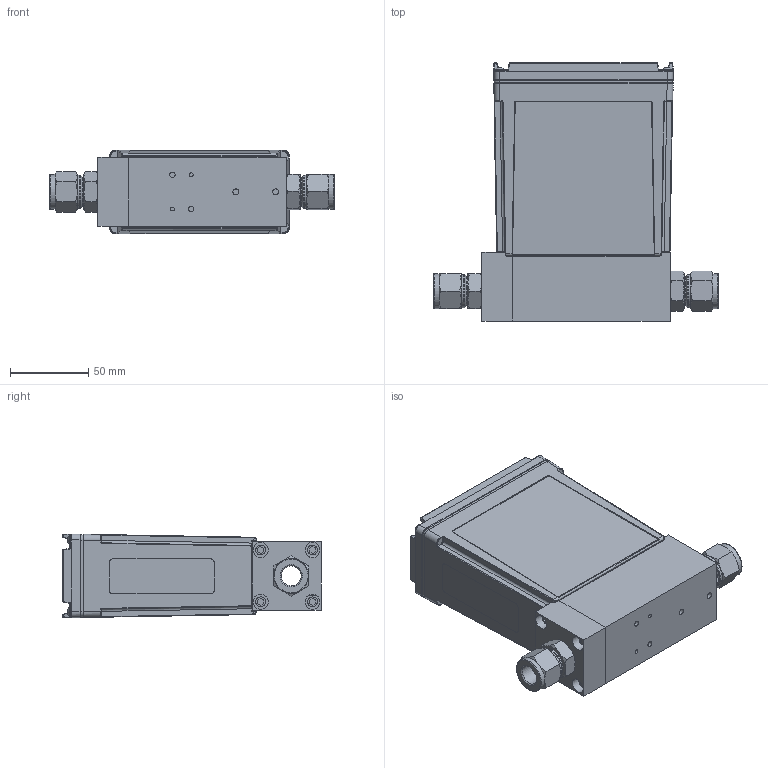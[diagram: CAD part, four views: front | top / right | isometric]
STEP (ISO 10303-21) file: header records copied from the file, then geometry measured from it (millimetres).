
FILE_DESCRIPTION (( 'STEP AP214' ), '1' );
FILE_NAME ('GE250-.50TUBE-PROFIBUS.STEP', '2016-01-28T19:28:21', ( 'MKS' ), ( 'MKS' ), 'SwSTEP 2.0', 'SolidWorks 2012', '' );
FILE_SCHEMA (( 'AUTOMOTIVE_DESIGN' ));
Length unit declared in the file: inch
Products named in the file (1): GE250-.50TUBE-PROFIBUS
Bounding box: 181.38 x 164.52 x 53.49 mm (x, y, z)
Surface area: 106537.8 mm2 (no closed solid volume)
Topology: 0 solids, 100 shells, 804 faces, 3635 edges, 2846 vertices
Faces by surface type: plane 406, cylinder 230, bspline 94, cone 52, sphere 14, torus 8
Full cylindrical faces by diameter (mm): 0.61 x9, 1.219 x9, 2.261 x4, 2.5 x2, 3.454 x2, 3.797 x2, 4.775 x4, 4.826 x2, 5.944 x8, 6.147 x4, 6.35 x2, 9.525 x4, 12.7 x2, 14.224 x1, 18.521 x2, 22.225 x2
Entity records: 56669 total; most frequent: CARTESIAN_POINT 20011, ORIENTED_EDGE 4785, DIRECTION 4651, EDGE_CURVE 3507, VERTEX_POINT 2823, LINE 1923, VECTOR 1923, AXIS2_PLACEMENT_3D 1364
